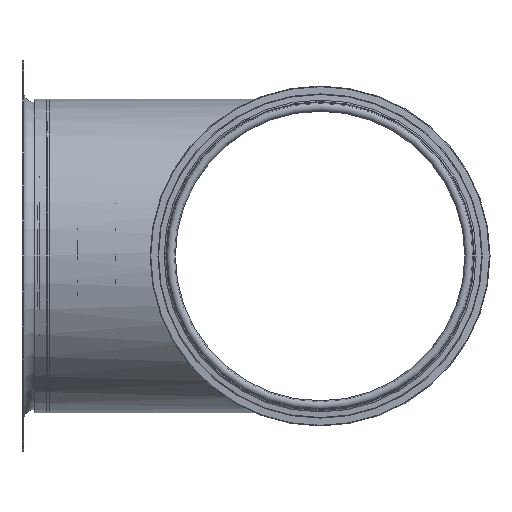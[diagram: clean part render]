
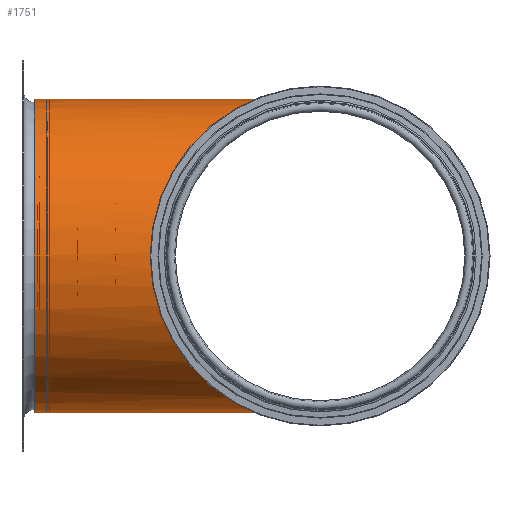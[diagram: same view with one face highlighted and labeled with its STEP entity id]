
A CAD part, front view. The second image highlights one B-rep face of the part: STEP entity #1751.
In plain terms, the highlighted cylindrical face has radius 50.5 mm (diameter 101 mm), a full revolution.
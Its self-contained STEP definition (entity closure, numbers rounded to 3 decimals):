
#1552=CARTESIAN_POINT('',(-50.5,0.0,0.0));
#1553=VERTEX_POINT('',#1552);
#1554=CARTESIAN_POINT('',(50.5,0.001,0.001));
#1555=VERTEX_POINT('',#1554);
#1556=CARTESIAN_POINT('',(0.0,0.0,0.0));
#1557=DIRECTION('',(0.0,0.707,-0.707));
#1558=DIRECTION('',(0.0,-0.707,-0.707));
#1559=AXIS2_PLACEMENT_3D('',#1556,#1557,#1558);
#1560=ELLIPSE('',#1559,71.418,50.5);
#1561=EDGE_CURVE('',#1553,#1555,#1560,.T.);
#1563=CARTESIAN_POINT('',(50.5,0.0,0.0));
#1564=VERTEX_POINT('',#1563);
#1565=CARTESIAN_POINT('',(0.0,0.0,0.0));
#1566=DIRECTION('',(0.0,0.707,0.707));
#1567=DIRECTION('',(0.0,-0.707,0.707));
#1568=AXIS2_PLACEMENT_3D('',#1565,#1566,#1567);
#1569=ELLIPSE('',#1568,71.418,50.5);
#1570=EDGE_CURVE('',#1564,#1553,#1569,.T.);
#1701=CARTESIAN_POINT('',(50.5,92.,0.0));
#1702=VERTEX_POINT('',#1701);
#1703=CARTESIAN_POINT('',(50.5,0.0,0.0));
#1704=DIRECTION('',(0.0,1.0,0.0));
#1705=VECTOR('',#1704,92.);
#1706=LINE('',#1703,#1705);
#1707=EDGE_CURVE('',#1564,#1702,#1706,.T.);
#1726=CARTESIAN_POINT('',(0.0,46.,0.0));
#1727=DIRECTION('',(0.0,1.0,0.0));
#1728=DIRECTION('',(1.0,0.0,0.0));
#1729=AXIS2_PLACEMENT_3D('',#1726,#1727,#1728);
#1730=CYLINDRICAL_SURFACE('',#1729,50.5);
#1731=ORIENTED_EDGE('',*,*,#1570,.T.);
#1732=ORIENTED_EDGE('',*,*,#1561,.T.);
#1733=CARTESIAN_POINT('',(50.5,92.,0.001));
#1734=VERTEX_POINT('',#1733);
#1735=CARTESIAN_POINT('',(50.5,0.001,0.001));
#1736=DIRECTION('',(0.0,1.0,0.0));
#1737=VECTOR('',#1736,91.999);
#1738=LINE('',#1735,#1737);
#1739=EDGE_CURVE('',#1555,#1734,#1738,.T.);
#1740=ORIENTED_EDGE('',*,*,#1739,.T.);
#1741=CARTESIAN_POINT('',(0.0,92.,0.0));
#1742=DIRECTION('',(0.0,1.0,0.0));
#1743=DIRECTION('',(1.0,0.0,0.0));
#1744=AXIS2_PLACEMENT_3D('',#1741,#1742,#1743);
#1745=CIRCLE('',#1744,50.5);
#1746=EDGE_CURVE('',#1702,#1734,#1745,.T.);
#1747=ORIENTED_EDGE('',*,*,#1746,.F.);
#1748=ORIENTED_EDGE('',*,*,#1707,.F.);
#1749=EDGE_LOOP('',(#1731,#1732,#1740,#1747,#1748));
#1750=FACE_OUTER_BOUND('',#1749,.T.);
#1751=ADVANCED_FACE('',(#1750),#1730,.T.);
